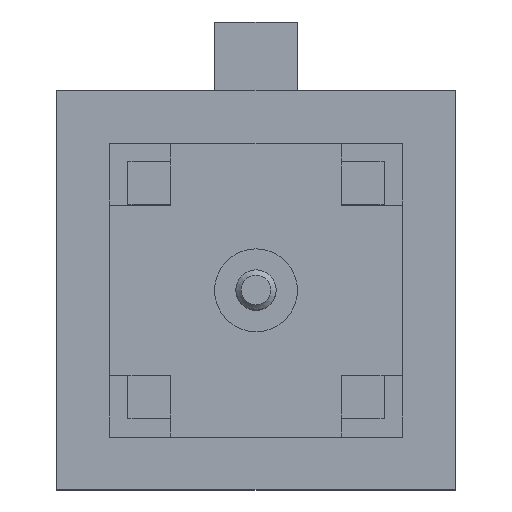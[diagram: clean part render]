
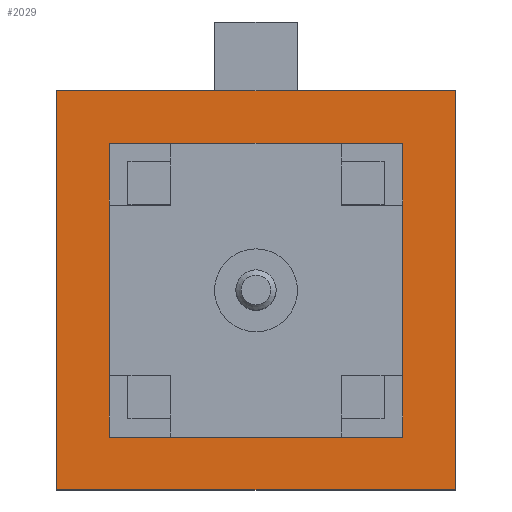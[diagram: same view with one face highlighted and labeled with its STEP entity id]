
A CAD part, top view. The second image highlights one B-rep face of the part: STEP entity #2029.
In plain terms, the highlighted planar face has unit normal (0, 0, 1).
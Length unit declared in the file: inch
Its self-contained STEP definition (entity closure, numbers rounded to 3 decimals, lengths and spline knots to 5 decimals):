
#4 = CARTESIAN_POINT ( 'NONE',  ( -0.1378, 0.1378, 0. ) ) ;
#58 = DIRECTION ( 'NONE',  ( 0., 1., 0. ) ) ;
#72 = PLANE ( 'NONE',  #1599 ) ;
#94 = VERTEX_POINT ( 'NONE', #559 ) ;
#183 = VECTOR ( 'NONE', #857, 39.37008 ) ;
#198 = ORIENTED_EDGE ( 'NONE', *, *, #1320, .F. ) ;
#204 = CARTESIAN_POINT ( 'NONE',  ( -0.18701, -0.18701, 0. ) ) ;
#207 = DIRECTION ( 'NONE',  ( 1., 0., 0. ) ) ;
#213 = ORIENTED_EDGE ( 'NONE', *, *, #448, .T. ) ;
#244 = FACE_BOUND ( 'NONE', #813, .T. ) ;
#262 = CARTESIAN_POINT ( 'NONE',  ( 0., 0., 0. ) ) ;
#293 = CARTESIAN_POINT ( 'NONE',  ( -0.1378, 0.1378, 0. ) ) ;
#356 = LINE ( 'NONE', #4, #183 ) ;
#427 = VERTEX_POINT ( 'NONE', #1525 ) ;
#430 = VECTOR ( 'NONE', #58, 39.37008 ) ;
#448 = EDGE_CURVE ( 'NONE', #2097, #2106, #666, .T. ) ;
#522 = ORIENTED_EDGE ( 'NONE', *, *, #1242, .T. ) ;
#543 = VECTOR ( 'NONE', #959, 39.37008 ) ;
#559 = CARTESIAN_POINT ( 'NONE',  ( -0.1378, -0.1378, 0. ) ) ;
#562 = VERTEX_POINT ( 'NONE', #293 ) ;
#584 = CARTESIAN_POINT ( 'NONE',  ( 0.18701, -0.18701, 0. ) ) ;
#598 = DIRECTION ( 'NONE',  ( -1., 0., 0. ) ) ;
#600 = EDGE_CURVE ( 'NONE', #94, #427, #1407, .T. ) ;
#614 = VECTOR ( 'NONE', #831, 39.37008 ) ;
#666 = LINE ( 'NONE', #1319, #1684 ) ;
#687 = ORIENTED_EDGE ( 'NONE', *, *, #1619, .F. ) ;
#758 = ORIENTED_EDGE ( 'NONE', *, *, #1080, .T. ) ;
#813 = EDGE_LOOP ( 'NONE', ( #1841, #687, #1468, #198 ) ) ;
#831 = DIRECTION ( 'NONE',  ( 0., -1., 0. ) ) ;
#855 = LINE ( 'NONE', #868, #430 ) ;
#857 = DIRECTION ( 'NONE',  ( -1., 0., 0. ) ) ;
#868 = CARTESIAN_POINT ( 'NONE',  ( 0.1378, -0.1378, 0. ) ) ;
#912 = VERTEX_POINT ( 'NONE', #1469 ) ;
#959 = DIRECTION ( 'NONE',  ( 0., -1., 0. ) ) ;
#1032 = VERTEX_POINT ( 'NONE', #1986 ) ;
#1051 = VECTOR ( 'NONE', #1913, 39.37008 ) ;
#1080 = EDGE_CURVE ( 'NONE', #2106, #912, #1425, .T. ) ;
#1197 = VECTOR ( 'NONE', #1395, 39.37008 ) ;
#1233 = VECTOR ( 'NONE', #598, 39.37008 ) ;
#1234 = CARTESIAN_POINT ( 'NONE',  ( -0.1378, -0.1378, 0. ) ) ;
#1237 = EDGE_LOOP ( 'NONE', ( #758, #1885, #522, #213 ) ) ;
#1242 = EDGE_CURVE ( 'NONE', #1032, #2097, #1650, .T. ) ;
#1319 = CARTESIAN_POINT ( 'NONE',  ( -0.18701, -0.18701, 0. ) ) ;
#1320 = EDGE_CURVE ( 'NONE', #427, #1819, #855, .T. ) ;
#1362 = EDGE_CURVE ( 'NONE', #912, #1032, #1896, .T. ) ;
#1386 = CARTESIAN_POINT ( 'NONE',  ( -0.18701, -0.18701, 0. ) ) ;
#1395 = DIRECTION ( 'NONE',  ( 1., 0., 0. ) ) ;
#1407 = LINE ( 'NONE', #1234, #1197 ) ;
#1425 = LINE ( 'NONE', #584, #1051 ) ;
#1468 = ORIENTED_EDGE ( 'NONE', *, *, #1552, .F. ) ;
#1469 = CARTESIAN_POINT ( 'NONE',  ( 0.18701, 0.18701, 0. ) ) ;
#1472 = CARTESIAN_POINT ( 'NONE',  ( 0.1378, 0.1378, 0. ) ) ;
#1525 = CARTESIAN_POINT ( 'NONE',  ( 0.1378, -0.1378, 0. ) ) ;
#1547 = DIRECTION ( 'NONE',  ( 0., -1., 0. ) ) ;
#1552 = EDGE_CURVE ( 'NONE', #1819, #562, #356, .T. ) ;
#1599 = AXIS2_PLACEMENT_3D ( 'NONE', #262, #2028, #1547 ) ;
#1619 = EDGE_CURVE ( 'NONE', #562, #94, #1788, .T. ) ;
#1650 = LINE ( 'NONE', #204, #614 ) ;
#1684 = VECTOR ( 'NONE', #207, 39.37008 ) ;
#1756 = CARTESIAN_POINT ( 'NONE',  ( -0.18701, 0.18701, 0. ) ) ;
#1788 = LINE ( 'NONE', #2101, #543 ) ;
#1819 = VERTEX_POINT ( 'NONE', #1472 ) ;
#1824 = FACE_OUTER_BOUND ( 'NONE', #1237, .T. ) ;
#1841 = ORIENTED_EDGE ( 'NONE', *, *, #600, .F. ) ;
#1885 = ORIENTED_EDGE ( 'NONE', *, *, #1362, .T. ) ;
#1896 = LINE ( 'NONE', #1756, #1233 ) ;
#1913 = DIRECTION ( 'NONE',  ( 0., 1., 0. ) ) ;
#1986 = CARTESIAN_POINT ( 'NONE',  ( -0.18701, 0.18701, 0. ) ) ;
#2028 = DIRECTION ( 'NONE',  ( 0., 0., -1. ) ) ;
#2029 = ADVANCED_FACE ( 'NONE', ( #1824, #244 ), #72, .F. ) ;
#2047 = CARTESIAN_POINT ( 'NONE',  ( 0.18701, -0.18701, 0. ) ) ;
#2097 = VERTEX_POINT ( 'NONE', #1386 ) ;
#2101 = CARTESIAN_POINT ( 'NONE',  ( -0.1378, -0.1378, 0. ) ) ;
#2106 = VERTEX_POINT ( 'NONE', #2047 ) ;
